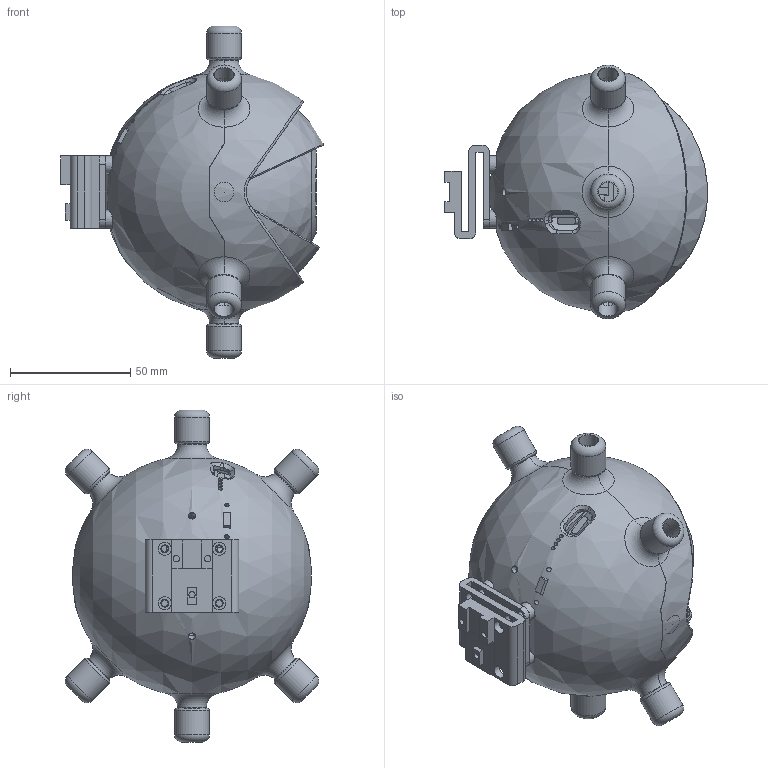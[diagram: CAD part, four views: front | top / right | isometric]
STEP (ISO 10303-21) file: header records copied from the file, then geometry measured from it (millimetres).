
FILE_DESCRIPTION(/* description */ (''),/* implementation_level */ '2;1');
FILE_NAME(/* name */ 'STR-rc.stp',/* time_stamp */ '2024-11-02T09:33:34+08:00',/* author */ (''),/* organization */ (''),/* preprocessor_version */ 'ST-DEVELOPER v16',/* originating_system */ 'SIEMENS PLM Software NX 10.0',/* authorisation */ '');
FILE_SCHEMA (('CONFIG_CONTROL_DESIGN'));
Length unit declared in the file: millimetre
Products named in the file (22): gear2; gear1; pupil; support-1; rack-rc; rocker; YAOBI; DCDC; SS12F15VG6; servo pin; pad; MG90S; 09; 08; 07; 06; 05; 04; 03-1; 02; 01; STR-rc
Assembly tree (28 placements, depth 2):
  STR-rc
    01
    02
    03-1
    04
    05
    06
    07
    08
    09  x6
    MG90S  x3
    pad
    servo pin
    SS12F15VG6
    DCDC
    YAOBI
    rocker
    rack-rc
    support-1
    pupil
    gear1
    gear2
Bounding box: 109.2 x 105.33 x 138 mm (x, y, z)
Volume: 159902.3 mm3; surface area: 138081.8 mm2
Topology: 28 solids, 28 shells, 1044 faces, 2800 edges, 1855 vertices
Faces by surface type: plane 524, cylinder 292, extrusion 120, cone 41, torus 35, sphere 16, bspline 12, revolution 4
Full cylindrical faces by diameter (mm): 1 x6, 1.5 x4, 1.6 x6, 1.8 x4, 2 x8, 2.6 x3, 2.8 x13, 3 x7, 3.2 x4, 4.6 x4, 5 x3, 5.3 x2, 5.5 x10, 6 x2, 6.1 x1, 6.6 x1, 6.7 x1, 7 x1, 7.35 x4, 8 x10, 8.3 x2, 9 x1, 12.3 x6, 14.5 x6, 20 x1, 40 x2, 41 x1
Entity records: 35538 total; most frequent: CARTESIAN_POINT 9488, ORIENTED_EDGE 4792, DIRECTION 4638, EDGE_CURVE 2396, VERTEX_POINT 1662, AXIS2_PLACEMENT_3D 1609, VECTOR 1416, LINE 1296
